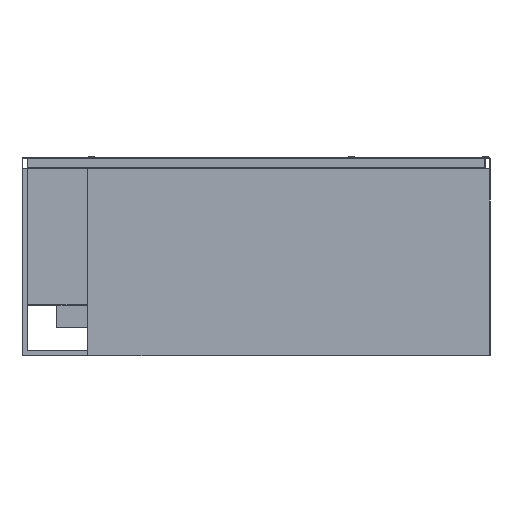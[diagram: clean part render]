
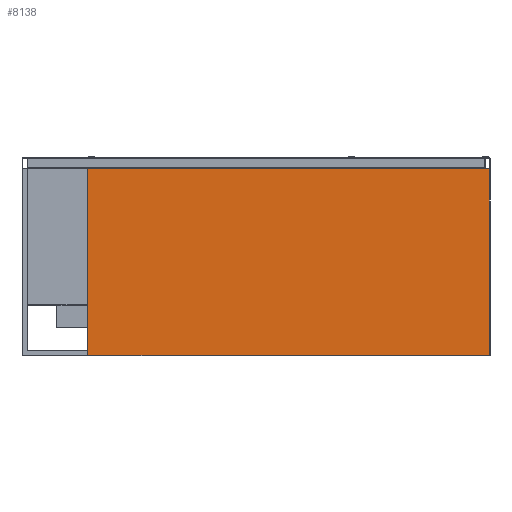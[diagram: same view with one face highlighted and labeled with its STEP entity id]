
A CAD part, front view. The second image highlights one B-rep face of the part: STEP entity #8138.
In plain terms, the highlighted planar face has unit normal (0, -1, 0).
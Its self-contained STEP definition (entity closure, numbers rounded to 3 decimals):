
#784 = VECTOR ( 'NONE', #5278, 1000. ) ;
#934 = EDGE_CURVE ( 'NONE', #12345, #6455, #19445, .T. ) ;
#1010 = LINE ( 'NONE', #10257, #784 ) ;
#1638 = VECTOR ( 'NONE', #3221, 1000. ) ;
#1880 = LINE ( 'NONE', #4649, #1638 ) ;
#2190 = EDGE_CURVE ( 'NONE', #8287, #12345, #1010, .T. ) ;
#2591 = CARTESIAN_POINT ( 'NONE',  ( 770.5, -280., -758. ) ) ;
#3221 = DIRECTION ( 'NONE',  ( 0., 0., -1. ) ) ;
#4649 = CARTESIAN_POINT ( 'NONE',  ( -770.5, -280., -760. ) ) ;
#5091 = VECTOR ( 'NONE', #17622, 1000. ) ;
#5278 = DIRECTION ( 'NONE',  ( 0., 0., 1. ) ) ;
#5330 = DIRECTION ( 'NONE',  ( 0., 0., -1. ) ) ;
#6455 = VERTEX_POINT ( 'NONE', #8615 ) ;
#7602 = EDGE_LOOP ( 'NONE', ( #17652, #12037, #17308, #9538 ) ) ;
#7989 = CARTESIAN_POINT ( 'NONE',  ( -772.5, -280., -760. ) ) ;
#8003 = EDGE_CURVE ( 'NONE', #6455, #15496, #1880, .T. ) ;
#8138 = ADVANCED_FACE ( 'Fl�che8', ( #15490 ), #15670, .T. ) ;
#8287 = VERTEX_POINT ( 'NONE', #2591 ) ;
#8541 = CARTESIAN_POINT ( 'NONE',  ( -772.5, -280., -42. ) ) ;
#8615 = CARTESIAN_POINT ( 'NONE',  ( -770.5, -280., -42. ) ) ;
#9538 = ORIENTED_EDGE ( 'NONE', *, *, #2190, .T. ) ;
#10257 = CARTESIAN_POINT ( 'NONE',  ( 770.5, -280., -760. ) ) ;
#11257 = EDGE_CURVE ( 'NONE', #15496, #8287, #19228, .T. ) ;
#11354 = CARTESIAN_POINT ( 'NONE',  ( -772.5, -280., -758. ) ) ;
#11662 = DIRECTION ( 'NONE',  ( -1., 0., 0. ) ) ;
#12037 = ORIENTED_EDGE ( 'NONE', *, *, #8003, .T. ) ;
#12345 = VERTEX_POINT ( 'NONE', #15716 ) ;
#12347 = AXIS2_PLACEMENT_3D ( 'NONE', #7989, #17478, #5330 ) ;
#14235 = CARTESIAN_POINT ( 'NONE',  ( -770.5, -280., -758. ) ) ;
#15490 = FACE_OUTER_BOUND ( 'NONE', #7602, .T. ) ;
#15496 = VERTEX_POINT ( 'NONE', #14235 ) ;
#15670 = PLANE ( 'NONE',  #12347 ) ;
#15716 = CARTESIAN_POINT ( 'NONE',  ( 770.5, -280., -42. ) ) ;
#16163 = VECTOR ( 'NONE', #11662, 1000. ) ;
#17308 = ORIENTED_EDGE ( 'NONE', *, *, #11257, .T. ) ;
#17478 = DIRECTION ( 'NONE',  ( 0., -1., 0. ) ) ;
#17622 = DIRECTION ( 'NONE',  ( 1., 0., 0. ) ) ;
#17652 = ORIENTED_EDGE ( 'NONE', *, *, #934, .T. ) ;
#19228 = LINE ( 'NONE', #11354, #5091 ) ;
#19445 = LINE ( 'NONE', #8541, #16163 ) ;
